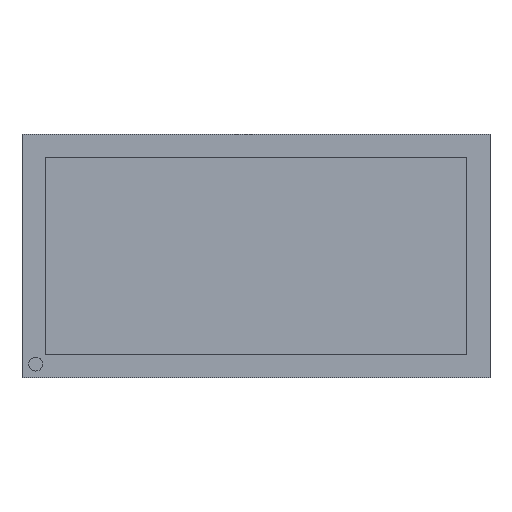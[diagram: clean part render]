
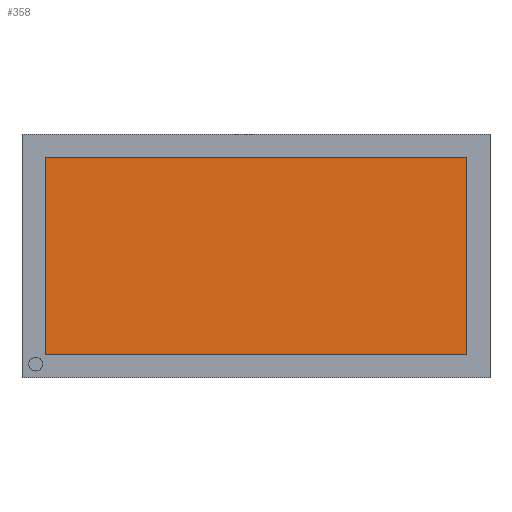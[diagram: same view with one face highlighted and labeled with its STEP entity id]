
A CAD part, top view. The second image highlights one B-rep face of the part: STEP entity #358.
In plain terms, the highlighted planar face has unit normal (0, 0, 1).
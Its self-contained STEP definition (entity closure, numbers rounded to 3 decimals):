
#258 = VERTEX_POINT('',#259);
#259 = CARTESIAN_POINT('',(-2.16,-1.01,0.38));
#265 = EDGE_CURVE('',#258,#266,#268,.T.);
#266 = VERTEX_POINT('',#267);
#267 = CARTESIAN_POINT('',(2.16,-1.01,0.38));
#268 = LINE('',#269,#270);
#269 = CARTESIAN_POINT('',(-2.16,-1.01,0.38));
#270 = VECTOR('',#271,1.);
#271 = DIRECTION('',(1.,0.,0.));
#289 = VERTEX_POINT('',#290);
#290 = CARTESIAN_POINT('',(-2.16,1.01,0.38));
#296 = EDGE_CURVE('',#289,#258,#297,.T.);
#297 = LINE('',#298,#299);
#298 = CARTESIAN_POINT('',(-2.16,1.01,0.38));
#299 = VECTOR('',#300,1.);
#300 = DIRECTION('',(0.,-1.,0.));
#313 = EDGE_CURVE('',#266,#314,#316,.T.);
#314 = VERTEX_POINT('',#315);
#315 = CARTESIAN_POINT('',(2.16,1.01,0.38));
#316 = LINE('',#317,#318);
#317 = CARTESIAN_POINT('',(2.16,-1.01,0.38));
#318 = VECTOR('',#319,1.);
#319 = DIRECTION('',(0.,1.,0.));
#337 = EDGE_CURVE('',#314,#289,#338,.T.);
#338 = LINE('',#339,#340);
#339 = CARTESIAN_POINT('',(2.16,1.01,0.38));
#340 = VECTOR('',#341,1.);
#341 = DIRECTION('',(-1.,0.,0.));
#358 = ADVANCED_FACE('',(#359),#365,.T.);
#359 = FACE_BOUND('',#360,.T.);
#360 = EDGE_LOOP('',(#361,#362,#363,#364));
#361 = ORIENTED_EDGE('',*,*,#265,.T.);
#362 = ORIENTED_EDGE('',*,*,#313,.T.);
#363 = ORIENTED_EDGE('',*,*,#337,.T.);
#364 = ORIENTED_EDGE('',*,*,#296,.T.);
#365 = PLANE('',#366);
#366 = AXIS2_PLACEMENT_3D('',#367,#368,#369);
#367 = CARTESIAN_POINT('',(0.,0.,0.38));
#368 = DIRECTION('',(0.,0.,1.));
#369 = DIRECTION('',(1.,0.,0.));
